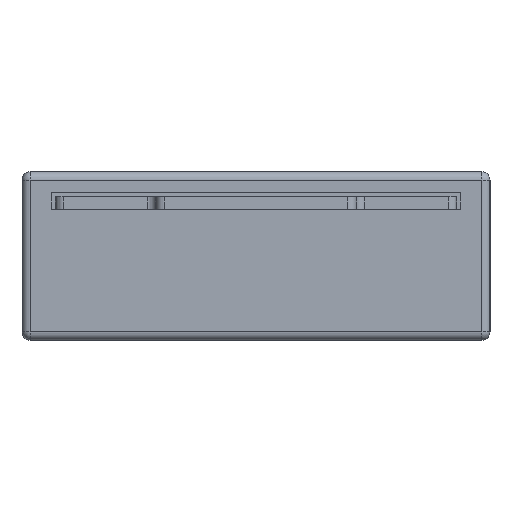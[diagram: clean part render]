
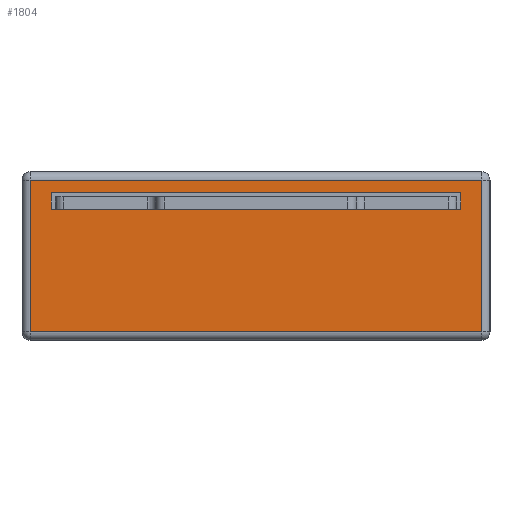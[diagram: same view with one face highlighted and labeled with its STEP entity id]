
A CAD part, left-side view. The second image highlights one B-rep face of the part: STEP entity #1804.
In plain terms, the highlighted planar face has unit normal (-1, 0, 0).
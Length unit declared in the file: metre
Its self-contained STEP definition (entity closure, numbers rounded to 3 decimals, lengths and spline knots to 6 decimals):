
#382=ORIENTED_EDGE('',*,*,#778,.T.);
#383=ORIENTED_EDGE('',*,*,#779,.T.);
#384=ORIENTED_EDGE('',*,*,#780,.T.);
#385=ORIENTED_EDGE('',*,*,#781,.T.);
#386=ORIENTED_EDGE('',*,*,#782,.F.);
#387=ORIENTED_EDGE('',*,*,#783,.T.);
#388=ORIENTED_EDGE('',*,*,#784,.T.);
#389=ORIENTED_EDGE('',*,*,#785,.T.);
#778=EDGE_CURVE('',#996,#997,#1159,.F.);
#779=EDGE_CURVE('',#997,#998,#1160,.T.);
#780=EDGE_CURVE('',#998,#999,#1161,.F.);
#781=EDGE_CURVE('',#999,#996,#1162,.F.);
#782=EDGE_CURVE('',#1000,#1001,#1163,.T.);
#783=EDGE_CURVE('',#1000,#1002,#1164,.T.);
#784=EDGE_CURVE('',#1002,#1003,#1165,.T.);
#785=EDGE_CURVE('',#1003,#1001,#1166,.T.);
#996=VERTEX_POINT('',#2869);
#997=VERTEX_POINT('',#2870);
#998=VERTEX_POINT('',#2872);
#999=VERTEX_POINT('',#2874);
#1000=VERTEX_POINT('',#2877);
#1001=VERTEX_POINT('',#2878);
#1002=VERTEX_POINT('',#2880);
#1003=VERTEX_POINT('',#2882);
#1159=LINE('',#2868,#1347);
#1160=LINE('',#2871,#1348);
#1161=LINE('',#2873,#1349);
#1162=LINE('',#2875,#1350);
#1163=LINE('',#2876,#1351);
#1164=LINE('',#2879,#1352);
#1165=LINE('',#2881,#1353);
#1166=LINE('',#2883,#1354);
#1347=VECTOR('',#2332,1.);
#1348=VECTOR('',#2333,1.);
#1349=VECTOR('',#2334,1.);
#1350=VECTOR('',#2335,1.);
#1351=VECTOR('',#2336,1.);
#1352=VECTOR('',#2337,1.);
#1353=VECTOR('',#2338,1.);
#1354=VECTOR('',#2339,1.);
#1497=EDGE_LOOP('',(#382,#383,#384,#385));
#1498=EDGE_LOOP('',(#386,#387,#388,#389));
#1625=FACE_BOUND('',#1497,.T.);
#1626=FACE_BOUND('',#1498,.T.);
#1724=PLANE('',#1976);
#1804=ADVANCED_FACE('',(#1625,#1626),#1724,.T.);
#1976=AXIS2_PLACEMENT_3D('',#2867,#2330,#2331);
#2330=DIRECTION('',(-1.,0.,0.));
#2331=DIRECTION('',(0.,-1.,0.));
#2332=DIRECTION('',(0.,-1.,0.));
#2333=DIRECTION('',(0.,0.,-1.));
#2334=DIRECTION('',(0.,1.,0.));
#2335=DIRECTION('',(0.,0.,-1.));
#2336=DIRECTION('',(0.,0.,-1.));
#2337=DIRECTION('',(0.,-1.,0.));
#2338=DIRECTION('',(0.,0.,-1.));
#2339=DIRECTION('',(0.,1.,0.));
#2867=CARTESIAN_POINT('',(0.,0.1085,0.005));
#2868=CARTESIAN_POINT('',(0.,0.1085,0.038333));
#2869=CARTESIAN_POINT('',(0.,0.002,0.038333));
#2870=CARTESIAN_POINT('',(0.,0.11,0.038333));
#2871=CARTESIAN_POINT('',(0.,0.11,0.005));
#2872=CARTESIAN_POINT('',(0.,0.11,0.002));
#2873=CARTESIAN_POINT('',(0.,0.,0.002));
#2874=CARTESIAN_POINT('',(0.,0.002,0.002));
#2875=CARTESIAN_POINT('',(0.,0.002,0.040333));
#2876=CARTESIAN_POINT('',(0.,0.105,0.035333));
#2877=CARTESIAN_POINT('',(0.,0.105,0.035333));
#2878=CARTESIAN_POINT('',(0.,0.105,0.031333));
#2879=CARTESIAN_POINT('',(0.,0.0035,0.035333));
#2880=CARTESIAN_POINT('',(0.,0.007,0.035333));
#2881=CARTESIAN_POINT('',(0.,0.007,0.035333));
#2882=CARTESIAN_POINT('',(0.,0.007,0.031333));
#2883=CARTESIAN_POINT('',(0.,0.1085,0.031333));
